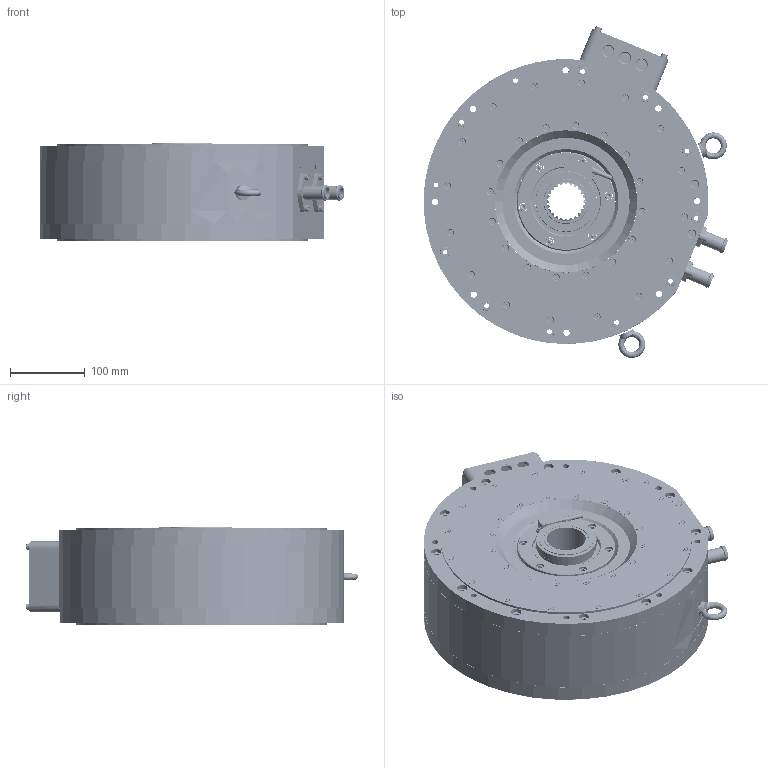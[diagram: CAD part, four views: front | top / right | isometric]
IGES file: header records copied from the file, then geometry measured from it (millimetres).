
Start section: SolidWorks IGES file using analytic representation for surfaces
Global section: file name: ÄÑÌ-90.IGS; native system: SolidWorks 2018; preprocessor: SolidWorks 2018; author: soldatov; date: 190211.121431; units: millimetre
Bounding box: 406.55 x 442.99 x 132 mm (x, y, z)
Surface area: 610642.7 mm2 (no closed solid volume)
Topology: 0 solids, 0 shells, 1716 faces, 31019 edges, 30939 vertices
Faces by surface type: bspline 998, revolution 718
